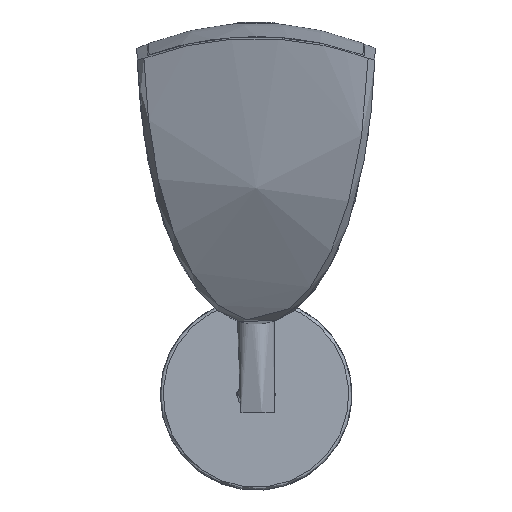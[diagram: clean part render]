
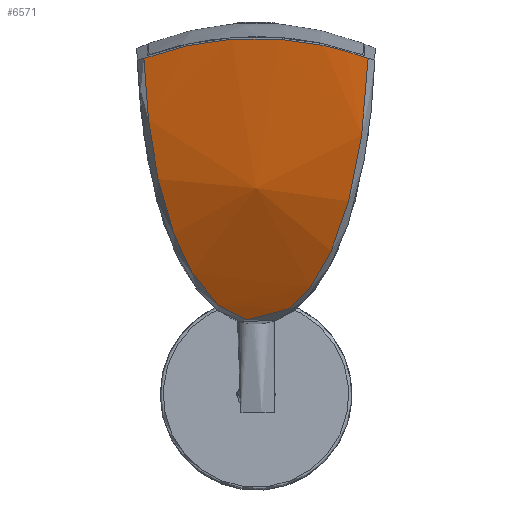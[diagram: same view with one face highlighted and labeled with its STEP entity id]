
A CAD part, front view. The second image highlights one B-rep face of the part: STEP entity #6571.
In plain terms, the highlighted free-form (B-spline) face has degree [2, 2] with [3, 3] control points.
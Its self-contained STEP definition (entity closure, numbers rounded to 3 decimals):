
#16=(
BOUNDED_SURFACE()
B_SPLINE_SURFACE(2,2,((#11455,#11456,#11457),(#11458,#11459,#11460),(#11461,
#11462,#11463)),.UNSPECIFIED.,.F.,.F.,.F.)
B_SPLINE_SURFACE_WITH_KNOTS((3,3),(3,3),(-0.236,0.236),
(-1.51,-0.884),.UNSPECIFIED.)
GEOMETRIC_REPRESENTATION_ITEM()
RATIONAL_B_SPLINE_SURFACE(((1.,0.951,1.),(0.972,
0.925,0.972),(1.,0.951,1.)))
REPRESENTATION_ITEM('')
SURFACE()
);
#1713=FACE_OUTER_BOUND('',#2105,.T.);
#2105=EDGE_LOOP('',(#5339,#5340));
#2640=B_SPLINE_CURVE_WITH_KNOTS('',3,(#11466,#11467,#11468,#11469,#11470,
#11471,#11472,#11473,#11474,#11475,#11476,#11477,#11478,#11479,#11480,#11481,
#11482,#11483,#11484,#11485),.UNSPECIFIED.,.F.,.F.,(4,1,1,1,1,1,1,1,1,1,
1,1,1,1,1,1,1,4),(0.323,3.385,5.427,6.448,
7.469,8.49,9.511,10.021,10.532,
11.042,11.552,12.063,12.573,13.594,
14.615,15.636,18.699,21.761),
 .UNSPECIFIED.);
#2641=B_SPLINE_CURVE_WITH_KNOTS('',3,(#11486,#11487,#11488,#11489,#11490,
#11491,#11492,#11493,#11494,#11495,#11496),.UNSPECIFIED.,.F.,.F.,(4,2,3,
2,4),(-3.931,-3.503,0.,2.877,3.936),
 .UNSPECIFIED.);
#3217=VERTEX_POINT('',#11464);
#3218=VERTEX_POINT('',#11465);
#3984=EDGE_CURVE('',#3217,#3218,#2640,.T.);
#3985=EDGE_CURVE('',#3218,#3217,#2641,.T.);
#5339=ORIENTED_EDGE('',*,*,#3984,.F.);
#5340=ORIENTED_EDGE('',*,*,#3985,.F.);
#6571=ADVANCED_FACE('',(#1713),#16,.F.);
#11455=CARTESIAN_POINT('Ctrl Pts',(-37.989,-180.198,
120.952));
#11456=CARTESIAN_POINT('Ctrl Pts',(-37.989,-177.01,
68.434));
#11457=CARTESIAN_POINT('Ctrl Pts',(-37.989,-143.643,
27.751));
#11458=CARTESIAN_POINT('Ctrl Pts',(0.,-189.316,
120.399));
#11459=CARTESIAN_POINT('Ctrl Pts',(0.,-185.948,
64.928));
#11460=CARTESIAN_POINT('Ctrl Pts',(0.,-150.706,
21.959));
#11461=CARTESIAN_POINT('Ctrl Pts',(37.989,-180.198,120.952));
#11462=CARTESIAN_POINT('Ctrl Pts',(37.989,-177.01,68.434));
#11463=CARTESIAN_POINT('Ctrl Pts',(37.989,-143.643,27.751));
#11464=CARTESIAN_POINT('',(37.989,-179.611,113.851));
#11465=CARTESIAN_POINT('',(-37.989,-179.611,113.851));
#11466=CARTESIAN_POINT('Ctrl Pts',(37.989,-179.611,113.851));
#11467=CARTESIAN_POINT('Ctrl Pts',(37.605,-178.619,103.51));
#11468=CARTESIAN_POINT('Ctrl Pts',(36.102,-175.517,86.449));
#11469=CARTESIAN_POINT('Ctrl Pts',(32.036,-169.163,67.018));
#11470=CARTESIAN_POINT('Ctrl Pts',(28.113,-164.034,54.727));
#11471=CARTESIAN_POINT('Ctrl Pts',(24.434,-159.823,45.961));
#11472=CARTESIAN_POINT('Ctrl Pts',(19.787,-155.364,37.772));
#11473=CARTESIAN_POINT('Ctrl Pts',(14.785,-151.649,31.685));
#11474=CARTESIAN_POINT('Ctrl Pts',(9.696,-149.049,27.709));
#11475=CARTESIAN_POINT('Ctrl Pts',(5.19,-147.543,25.494));
#11476=CARTESIAN_POINT('Ctrl Pts',(0.,-146.917,
24.598));
#11477=CARTESIAN_POINT('Ctrl Pts',(-5.192,-147.541,
25.491));
#11478=CARTESIAN_POINT('Ctrl Pts',(-9.695,-149.05,27.71));
#11479=CARTESIAN_POINT('Ctrl Pts',(-14.787,-151.647,
31.682));
#11480=CARTESIAN_POINT('Ctrl Pts',(-19.784,-155.367,
37.775));
#11481=CARTESIAN_POINT('Ctrl Pts',(-24.438,-159.82,
45.956));
#11482=CARTESIAN_POINT('Ctrl Pts',(-30.55,-166.854,
60.59));
#11483=CARTESIAN_POINT('Ctrl Pts',(-35.79,-174.905,83.048));
#11484=CARTESIAN_POINT('Ctrl Pts',(-37.605,-178.619,
103.51));
#11485=CARTESIAN_POINT('Ctrl Pts',(-37.989,-179.611,
113.851));
#11486=CARTESIAN_POINT('Ctrl Pts',(-37.989,-179.611,
113.851));
#11487=CARTESIAN_POINT('Ctrl Pts',(-36.695,-179.974,114.336));
#11488=CARTESIAN_POINT('Ctrl Pts',(-35.386,-180.32,114.797));
#11489=CARTESIAN_POINT('Ctrl Pts',(-23.217,-183.325,
118.817));
#11490=CARTESIAN_POINT('Ctrl Pts',(-11.677,-184.693,
120.679));
#11491=CARTESIAN_POINT('Ctrl Pts',(0.,-184.693,
120.679));
#11492=CARTESIAN_POINT('Ctrl Pts',(9.592,-184.693,120.679));
#11493=CARTESIAN_POINT('Ctrl Pts',(19.094,-183.769,119.423));
#11494=CARTESIAN_POINT('Ctrl Pts',(31.543,-181.287,116.091));
#11495=CARTESIAN_POINT('Ctrl Pts',(34.811,-180.504,115.042));
#11496=CARTESIAN_POINT('Ctrl Pts',(37.989,-179.611,113.851));
